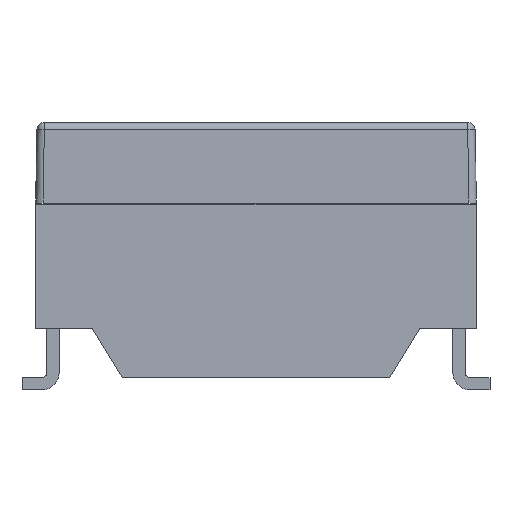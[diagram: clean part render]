
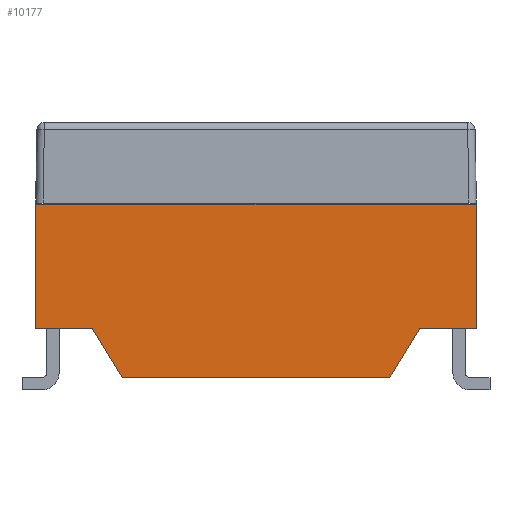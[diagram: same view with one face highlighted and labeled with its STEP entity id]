
A CAD part, left-side view. The second image highlights one B-rep face of the part: STEP entity #10177.
In plain terms, the highlighted planar face has unit normal (-1, 0, 0).
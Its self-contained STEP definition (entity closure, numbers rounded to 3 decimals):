
#850=LINE('',#22208,#1794);
#867=LINE('',#22240,#1811);
#874=LINE('',#22252,#1818);
#892=LINE('',#22285,#1836);
#927=LINE('',#22352,#1871);
#937=LINE('',#22371,#1881);
#938=LINE('',#22373,#1882);
#939=LINE('',#22375,#1883);
#1794=VECTOR('',#16624,1000.);
#1811=VECTOR('',#16643,1000.);
#1818=VECTOR('',#16652,1000.);
#1836=VECTOR('',#16672,1000.);
#1871=VECTOR('',#16715,1000.);
#1881=VECTOR('',#16735,1000.);
#1882=VECTOR('',#16736,1000.);
#1883=VECTOR('',#16737,1000.);
#2709=PLANE('',#14752);
#5139=ORIENTED_EDGE('',*,*,#7053,.F.);
#5140=ORIENTED_EDGE('',*,*,#7054,.F.);
#5141=ORIENTED_EDGE('',*,*,#7055,.T.);
#5142=ORIENTED_EDGE('',*,*,#7008,.T.);
#5143=ORIENTED_EDGE('',*,*,#6990,.T.);
#5144=ORIENTED_EDGE('',*,*,#7043,.T.);
#5145=ORIENTED_EDGE('',*,*,#6966,.T.);
#5146=ORIENTED_EDGE('',*,*,#6983,.T.);
#6966=EDGE_CURVE('',#8067,#8070,#850,.T.);
#6983=EDGE_CURVE('',#8070,#8084,#867,.T.);
#6990=EDGE_CURVE('',#8085,#8088,#874,.T.);
#7008=EDGE_CURVE('',#8101,#8085,#892,.T.);
#7043=EDGE_CURVE('',#8088,#8067,#927,.T.);
#7053=EDGE_CURVE('',#8135,#8084,#937,.T.);
#7054=EDGE_CURVE('',#8136,#8135,#938,.T.);
#7055=EDGE_CURVE('',#8136,#8101,#939,.T.);
#8067=VERTEX_POINT('',#22200);
#8070=VERTEX_POINT('',#22207);
#8084=VERTEX_POINT('',#22239);
#8085=VERTEX_POINT('',#22244);
#8088=VERTEX_POINT('',#22251);
#8101=VERTEX_POINT('',#22279);
#8135=VERTEX_POINT('',#22372);
#8136=VERTEX_POINT('',#22374);
#8895=EDGE_LOOP('',(#5139,#5140,#5141,#5142,#5143,#5144,#5145,#5146));
#9523=FACE_BOUND('',#8895,.T.);
#10177=ADVANCED_FACE('',(#9523),#2709,.F.);
#14752=AXIS2_PLACEMENT_3D('',#22370,#16733,#16734);
#16624=DIRECTION('',(0.,-0.521,0.854));
#16643=DIRECTION('',(0.,-1.,0.));
#16652=DIRECTION('',(0.,-0.521,-0.854));
#16672=DIRECTION('',(0.,-1.,0.));
#16715=DIRECTION('',(0.,-1.,0.));
#16733=DIRECTION('',(1.,0.,0.));
#16734=DIRECTION('',(0.,1.,0.));
#16735=DIRECTION('',(0.,0.,-1.));
#16736=DIRECTION('',(0.,-1.,0.));
#16737=DIRECTION('',(0.,0.,-1.));
#22200=CARTESIAN_POINT('',(-3.8,-2.7,0.25));
#22207=CARTESIAN_POINT('',(-3.8,-3.31,1.25));
#22208=CARTESIAN_POINT('',(-3.8,-2.762,0.351));
#22239=CARTESIAN_POINT('',(-3.8,-4.45,1.25));
#22240=CARTESIAN_POINT('',(-3.8,4.45,1.25));
#22244=CARTESIAN_POINT('',(-3.8,3.31,1.25));
#22251=CARTESIAN_POINT('',(-3.8,2.7,0.25));
#22252=CARTESIAN_POINT('',(-3.8,5.175,4.308));
#22279=CARTESIAN_POINT('',(-3.8,4.45,1.25));
#22285=CARTESIAN_POINT('',(-3.8,4.45,1.25));
#22352=CARTESIAN_POINT('',(-3.8,4.45,0.25));
#22370=CARTESIAN_POINT('',(-3.8,4.45,4.75));
#22371=CARTESIAN_POINT('',(-3.8,-4.45,4.75));
#22372=CARTESIAN_POINT('',(-3.8,-4.45,3.75));
#22373=CARTESIAN_POINT('',(-3.8,4.45,3.75));
#22374=CARTESIAN_POINT('',(-3.8,4.45,3.75));
#22375=CARTESIAN_POINT('',(-3.8,4.45,4.75));
